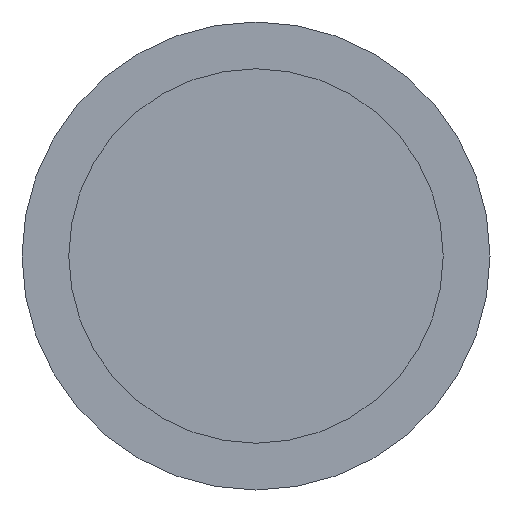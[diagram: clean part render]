
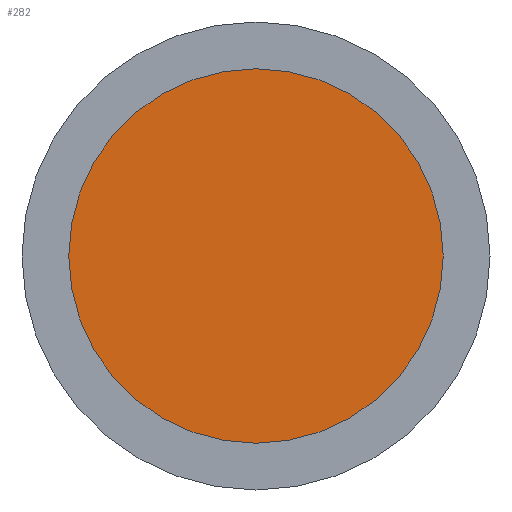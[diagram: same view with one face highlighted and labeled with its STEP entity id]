
A CAD part, front view. The second image highlights one B-rep face of the part: STEP entity #282.
In plain terms, the highlighted planar face has unit normal (0, -1, 0).
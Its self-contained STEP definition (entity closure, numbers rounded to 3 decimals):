
#27=PLANE('',#316);
#55=ORIENTED_EDGE('',*,*,#60,.F.);
#60=EDGE_CURVE('',#74,#74,#88,.T.);
#74=VERTEX_POINT('',#391);
#88=CIRCLE('',#296,4.);
#125=EDGE_LOOP('',(#55));
#153=FACE_BOUND('',#125,.T.);
#282=ADVANCED_FACE('',(#153),#27,.T.);
#296=AXIS2_PLACEMENT_3D('',#390,#335,#336);
#316=AXIS2_PLACEMENT_3D('',#420,#375,#376);
#335=DIRECTION('',(0.,1.,0.));
#336=DIRECTION('',(1.,0.,0.));
#375=DIRECTION('',(0.,-1.,0.));
#376=DIRECTION('',(0.,0.,-1.));
#390=CARTESIAN_POINT('',(0.,0.,0.));
#391=CARTESIAN_POINT('',(4.,0.,0.));
#420=CARTESIAN_POINT('',(0.,0.,0.));
